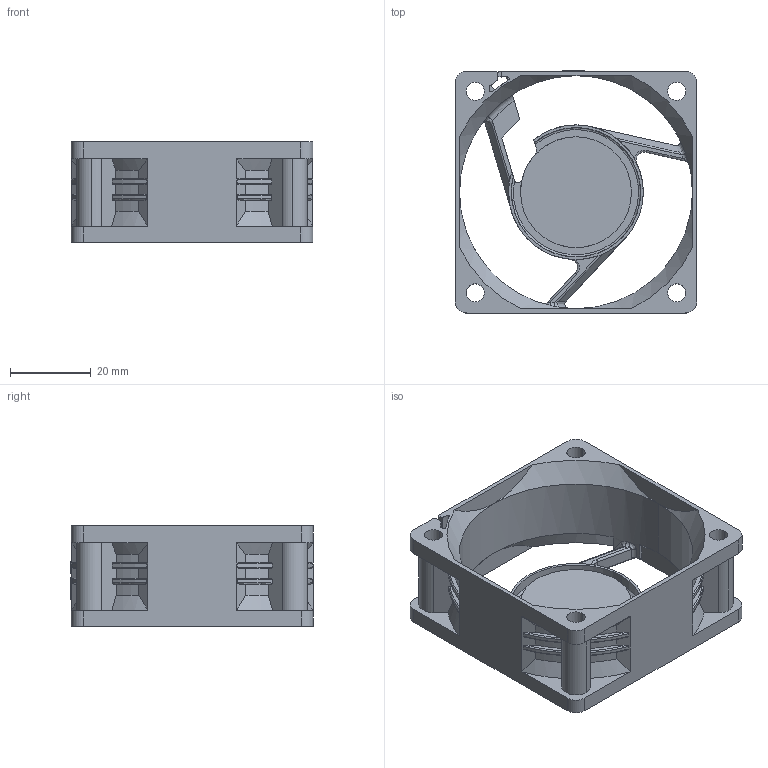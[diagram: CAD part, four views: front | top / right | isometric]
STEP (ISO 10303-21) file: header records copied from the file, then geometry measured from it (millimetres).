
FILE_DESCRIPTION (( 'STEP AP203' ), '1' );
FILE_NAME ('OD6025-XE_m0_frame.stp', '2025-02-12T21:33:57', ( '' ), ( '' ), 'SwSTEP 2.0', 'SolidWorks 2018', '' );
FILE_SCHEMA (( 'CONFIG_CONTROL_DESIGN' ));
Length unit declared in the file: millimetre
Products named in the file (1): OD6025-XE_m0_frame
Bounding box: 60 x 60.1 x 25 mm (x, y, z)
Volume: 18076 mm3; surface area: 17829.8 mm2
Topology: 1 solids, 1 shells, 321 faces, 926 edges, 606 vertices
Faces by surface type: plane 131, cylinder 106, torus 43, cone 31, bspline 10
Entity records: 12204 total; most frequent: CARTESIAN_POINT 3916, ORIENTED_EDGE 1852, DIRECTION 1603, EDGE_CURVE 926, VERTEX_POINT 606, AXIS2_PLACEMENT_3D 601, LINE 401, VECTOR 401
